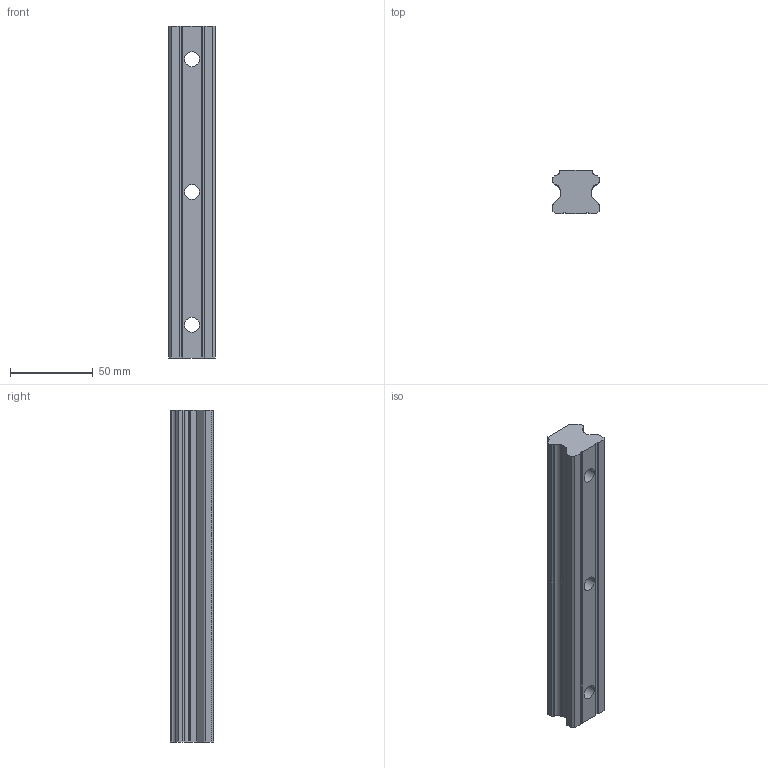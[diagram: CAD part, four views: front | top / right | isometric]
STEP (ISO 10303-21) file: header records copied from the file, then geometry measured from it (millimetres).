
FILE_DESCRIPTION (( 'STEP AP203' ), '1' );
FILE_NAME ('HGR30R.STEP', '2007-01-11T08:37:21', ( 'HIWIN GmbH' ), ( '77654 Offenburg' ), 'SwSTEP 2.0', 'SolidWorks 2006104', '' );
FILE_SCHEMA (( 'CONFIG_CONTROL_DESIGN' ));
Length unit declared in the file: millimetre
Products named in the file (1): HGR30R
Bounding box: 28 x 26 x 200 mm (x, y, z)
Volume: 114436.8 mm3; surface area: 25670.3 mm2
Topology: 1 solids, 1 shells, 67 faces, 186 edges, 124 vertices
Faces by surface type: cylinder 34, plane 33
Entity records: 2257 total; most frequent: DIRECTION 390, CARTESIAN_POINT 378, ORIENTED_EDGE 372, EDGE_CURVE 186, AXIS2_PLACEMENT_3D 136, VERTEX_POINT 124, VECTOR 118, LINE 118
